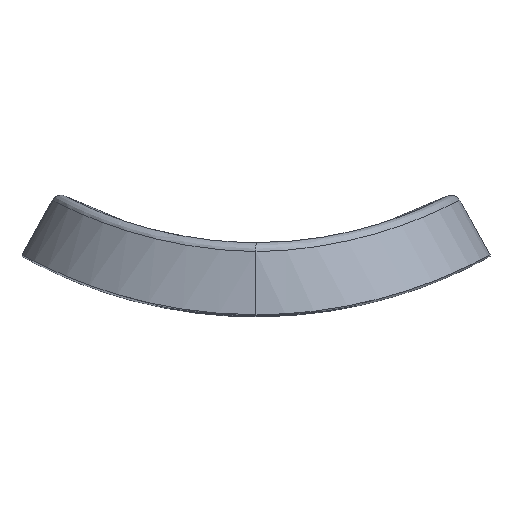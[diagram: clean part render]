
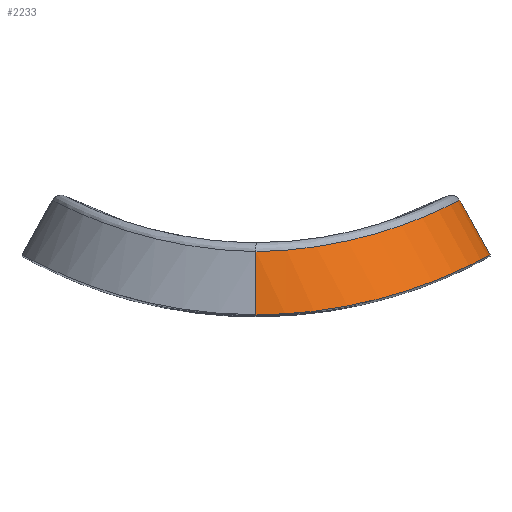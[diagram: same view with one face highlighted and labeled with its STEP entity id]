
A CAD part, top view. The second image highlights one B-rep face of the part: STEP entity #2233.
In plain terms, the highlighted cylindrical face has radius 12 mm (diameter 24 mm), a partial arc.
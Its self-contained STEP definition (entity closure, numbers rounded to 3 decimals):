
#27 = CARTESIAN_POINT ( 'NONE',  ( 5.461, 0.595, 30.903 ) ) ;
#334 = CARTESIAN_POINT ( 'NONE',  ( 10.394, 5.859, 21.476 ) ) ;
#472 = VERTEX_POINT ( 'NONE', #3643 ) ;
#490 = ORIENTED_EDGE ( 'NONE', *, *, #4206, .F. ) ;
#718 = CARTESIAN_POINT ( 'NONE',  ( 12., 3.082, 20. ) ) ;
#928 = CARTESIAN_POINT ( 'NONE',  ( 8.914, 1.648, 28.374 ) ) ;
#1180 = CARTESIAN_POINT ( 'NONE',  ( 0., 0., 32. ) ) ;
#1367 = CARTESIAN_POINT ( 'NONE',  ( 0.369, 3.237, 31.856 ) ) ;
#1746 = CARTESIAN_POINT ( 'NONE',  ( 4.353, 0.381, 31.321 ) ) ;
#1781 = CARTESIAN_POINT ( 'NONE',  ( 8.097, 1.346, 29.202 ) ) ;
#2194 = CARTESIAN_POINT ( 'NONE',  ( 8.056, 4.805, 27.5 ) ) ;
#2233 = ADVANCED_FACE ( 'NONE', ( #5336 ), #6230, .T. ) ;
#2331 = DIRECTION ( 'NONE',  ( 0.482, -0.876, 0. ) ) ;
#2361 = CARTESIAN_POINT ( 'NONE',  ( 7.833, 4.719, 27.787 ) ) ;
#2621 = LINE ( 'NONE', #718, #9544 ) ;
#2699 = CARTESIAN_POINT ( 'NONE',  ( 11.29, 2.706, 24.337 ) ) ;
#2873 = VERTEX_POINT ( 'NONE', #1180 ) ;
#3225 = CARTESIAN_POINT ( 'NONE',  ( 9.196, 5.278, 25.67 ) ) ;
#3475 = CARTESIAN_POINT ( 'NONE',  ( 0., 1.081, 32. ) ) ;
#3643 = CARTESIAN_POINT ( 'NONE',  ( 0., 3.231, 31.899 ) ) ;
#3733 = CARTESIAN_POINT ( 'NONE',  ( 3.974, 0.316, 31.443 ) ) ;
#4203 = CARTESIAN_POINT ( 'NONE',  ( 4.535, 3.749, 30.522 ) ) ;
#4206 = EDGE_CURVE ( 'NONE', #8361, #2873, #6624, .T. ) ;
#4475 = EDGE_CURVE ( 'NONE', #11677, #8361, #2621, .T. ) ;
#4687 = CARTESIAN_POINT ( 'NONE',  ( 2.803, 0.155, 31.736 ) ) ;
#5070 = CARTESIAN_POINT ( 'NONE',  ( 12., 3.082, 20. ) ) ;
#5120 = CARTESIAN_POINT ( 'NONE',  ( 10.14, 5.73, 22.915 ) ) ;
#5162 = CARTESIAN_POINT ( 'NONE',  ( 3.563, 3.554, 31.006 ) ) ;
#5314 = CARTESIAN_POINT ( 'NONE',  ( 0., 2.16, 31.966 ) ) ;
#5336 = FACE_OUTER_BOUND ( 'NONE', #9320, .T. ) ;
#5359 = CARTESIAN_POINT ( 'NONE',  ( 10.455, 5.891, 20. ) ) ;
#5583 = EDGE_CURVE ( 'NONE', #2873, #472, #9913, .T. ) ;
#5726 = CARTESIAN_POINT ( 'NONE',  ( 7.494, 1.144, 29.694 ) ) ;
#5917 = EDGE_CURVE ( 'NONE', #11677, #472, #7529, .T. ) ;
#6035 = CARTESIAN_POINT ( 'NONE',  ( 9.96, 5.64, 23.624 ) ) ;
#6072 = CARTESIAN_POINT ( 'NONE',  ( 8.472, 4.97, 26.91 ) ) ;
#6230 = CYLINDRICAL_SURFACE ( 'NONE', #8562, 12. ) ;
#6529 = CARTESIAN_POINT ( 'NONE',  ( 11.628, 2.882, 23.181 ) ) ;
#6600 = CARTESIAN_POINT ( 'NONE',  ( 9.172, 1.749, 28.082 ) ) ;
#6624 = B_SPLINE_CURVE_WITH_KNOTS ( 'NONE', 3,
 ( #5070, #7480, #10384, #10265, #6529, #11331, #2699, #10301, #12108, #9370, #12218, #6600, #928, #1781, #5726, #8512, #27, #1746, #3733, #8396, #4687, #9287, #11249, #8356 ),
 .UNSPECIFIED., .F., .F.,
 ( 4, 2, 2, 2, 2, 2, 2, 2, 2, 2, 2, 4 ),
 ( 0., 0.002, 0.004, 0.005, 0.007, 0.008, 0.01, 0.012, 0.014, 0.016, 0.017, 0.019 ),
 .UNSPECIFIED. ) ;
#6982 = CARTESIAN_POINT ( 'NONE',  ( 7.131, 4.464, 28.601 ) ) ;
#7074 = CARTESIAN_POINT ( 'NONE',  ( 0.736, 3.251, 31.799 ) ) ;
#7114 = CARTESIAN_POINT ( 'NONE',  ( 10.215, 5.768, 22.557 ) ) ;
#7129 = DIRECTION ( 'NONE',  ( 0.876, 0.482, 0. ) ) ;
#7262 = CARTESIAN_POINT ( 'NONE',  ( 0., 0., 32. ) ) ;
#7362 = ORIENTED_EDGE ( 'NONE', *, *, #5917, .T. ) ;
#7480 = CARTESIAN_POINT ( 'NONE',  ( 12., 3.082, 20.813 ) ) ;
#7529 = B_SPLINE_CURVE_WITH_KNOTS ( 'NONE', 3,
 ( #10732, #7873, #334, #7114, #5120, #6035, #7952, #11667, #3225, #11621, #6072, #2194, #2361, #6982, #8874, #8797, #11788, #9827, #4203, #5162, #11709, #8963, #9740, #7074, #1367, #7985 ),
 .UNSPECIFIED., .F., .F.,
 ( 4, 2, 2, 2, 2, 2, 2, 2, 2, 2, 2, 2, 4 ),
 ( 0., 0.002, 0.003, 0.004, 0.007, 0.008, 0.009, 0.011, 0.012, 0.013, 0.015, 0.016, 0.018 ),
 .UNSPECIFIED. ) ;
#7873 = CARTESIAN_POINT ( 'NONE',  ( 10.455, 5.891, 20.744 ) ) ;
#7933 = ORIENTED_EDGE ( 'NONE', *, *, #5583, .F. ) ;
#7952 = CARTESIAN_POINT ( 'NONE',  ( 9.854, 5.588, 23.978 ) ) ;
#7985 = CARTESIAN_POINT ( 'NONE',  ( 0., 3.231, 31.899 ) ) ;
#8293 = DIRECTION ( 'NONE',  ( 0.482, -0.876, 0. ) ) ;
#8356 = CARTESIAN_POINT ( 'NONE',  ( 0., 0., 32. ) ) ;
#8361 = VERTEX_POINT ( 'NONE', #8999 ) ;
#8396 = CARTESIAN_POINT ( 'NONE',  ( 3.198, 0.203, 31.65 ) ) ;
#8512 = CARTESIAN_POINT ( 'NONE',  ( 6.164, 0.765, 30.552 ) ) ;
#8562 = AXIS2_PLACEMENT_3D ( 'NONE', #9017, #2331, #7129 ) ;
#8797 = CARTESIAN_POINT ( 'NONE',  ( 5.765, 4.05, 29.752 ) ) ;
#8874 = CARTESIAN_POINT ( 'NONE',  ( 6.615, 4.293, 29.092 ) ) ;
#8963 = CARTESIAN_POINT ( 'NONE',  ( 1.824, 3.329, 31.57 ) ) ;
#8999 = CARTESIAN_POINT ( 'NONE',  ( 12., 3.082, 20. ) ) ;
#9017 = CARTESIAN_POINT ( 'NONE',  ( -10.515, 19.117, 20. ) ) ;
#9287 = CARTESIAN_POINT ( 'NONE',  ( 1.616, 0.04, 31.937 ) ) ;
#9320 = EDGE_LOOP ( 'NONE', ( #12148, #7362, #7933, #490 ) ) ;
#9370 = CARTESIAN_POINT ( 'NONE',  ( 9.888, 2.046, 27.144 ) ) ;
#9544 = VECTOR ( 'NONE', #8293, 1000. ) ;
#9740 = CARTESIAN_POINT ( 'NONE',  ( 1.462, 3.297, 31.657 ) ) ;
#9827 = CARTESIAN_POINT ( 'NONE',  ( 4.851, 3.82, 30.345 ) ) ;
#9913 =( BOUNDED_CURVE ( )  B_SPLINE_CURVE ( 3, ( #7262, #3475, #5314, #11930 ),
 .UNSPECIFIED., .F., .F. ) 
 B_SPLINE_CURVE_WITH_KNOTS ( ( 4, 4 ),
 ( 4.712, 4.843 ),
 .UNSPECIFIED. ) 
 CURVE ( )  GEOMETRIC_REPRESENTATION_ITEM ( )  RATIONAL_B_SPLINE_CURVE ( ( 1., 0.999, 0.999, 1. ) ) 
 REPRESENTATION_ITEM ( '' )  );
#10265 = CARTESIAN_POINT ( 'NONE',  ( 11.717, 2.929, 22.792 ) ) ;
#10301 = CARTESIAN_POINT ( 'NONE',  ( 10.865, 2.493, 25.449 ) ) ;
#10384 = CARTESIAN_POINT ( 'NONE',  ( 11.928, 3.043, 21.613 ) ) ;
#10732 = CARTESIAN_POINT ( 'NONE',  ( 10.455, 5.891, 20. ) ) ;
#11249 = CARTESIAN_POINT ( 'NONE',  ( 0.813, 0., 32. ) ) ;
#11331 = CARTESIAN_POINT ( 'NONE',  ( 11.415, 2.77, 23.954 ) ) ;
#11621 = CARTESIAN_POINT ( 'NONE',  ( 8.664, 5.05, 26.606 ) ) ;
#11667 = CARTESIAN_POINT ( 'NONE',  ( 9.493, 5.415, 25.013 ) ) ;
#11677 = VERTEX_POINT ( 'NONE', #5359 ) ;
#11709 = CARTESIAN_POINT ( 'NONE',  ( 2.886, 3.446, 31.266 ) ) ;
#11788 = CARTESIAN_POINT ( 'NONE',  ( 5.468, 3.97, 29.959 ) ) ;
#11930 = CARTESIAN_POINT ( 'NONE',  ( 0., 3.231, 31.899 ) ) ;
#12108 = CARTESIAN_POINT ( 'NONE',  ( 10.517, 2.325, 26.15 ) ) ;
#12148 = ORIENTED_EDGE ( 'NONE', *, *, #4475, .F. ) ;
#12218 = CARTESIAN_POINT ( 'NONE',  ( 9.659, 1.948, 27.467 ) ) ;
